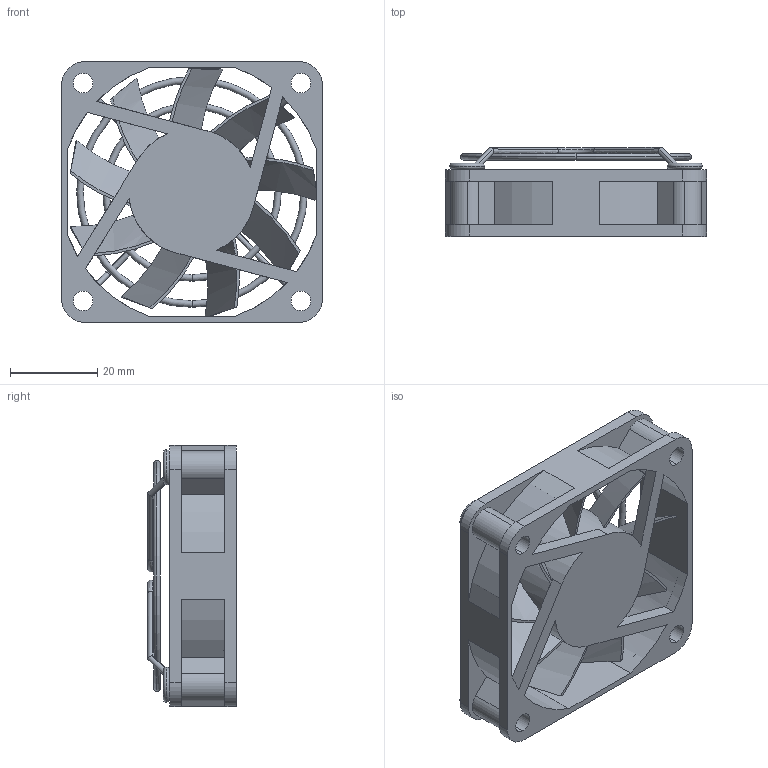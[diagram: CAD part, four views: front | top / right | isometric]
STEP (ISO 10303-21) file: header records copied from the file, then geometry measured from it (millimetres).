
FILE_DESCRIPTION (( 'STEP AP203' ), '1' );
FILE_NAME ('ventilador 60x60.STEP', '2018-11-09T13:28:56', ( '' ), ( '' ), 'SwSTEP 2.0', 'SolidWorks 2018', '' );
FILE_SCHEMA (( 'CONFIG_CONTROL_DESIGN' ));
Length unit declared in the file: millimetre
Products named in the file (1): ventilador 60x60
Bounding box: 60 x 20.4 x 60 mm (x, y, z)
Volume: 18659.6 mm3; surface area: 20024.6 mm2
Topology: 4 solids, 4 shells, 219 faces, 622 edges, 398 vertices
Faces by surface type: plane 83, bspline 70, cylinder 48, torus 18
Entity records: 11176 total; most frequent: CARTESIAN_POINT 5705, ORIENTED_EDGE 1244, DIRECTION 1022, EDGE_CURVE 622, AXIS2_PLACEMENT_3D 403, VERTEX_POINT 398, EDGE_LOOP 256, CIRCLE 253
